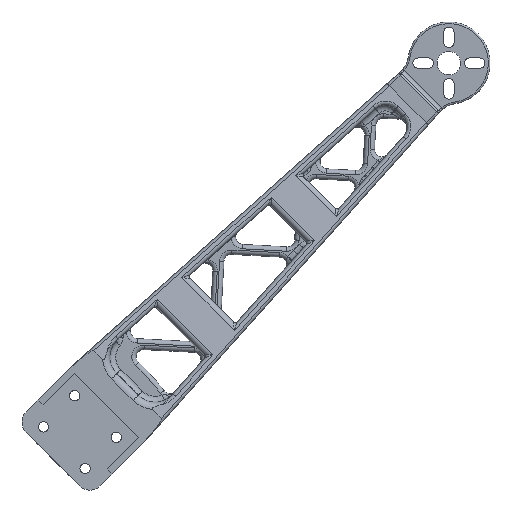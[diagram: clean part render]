
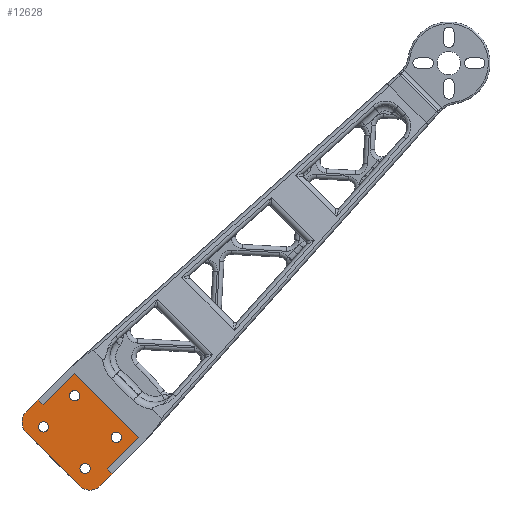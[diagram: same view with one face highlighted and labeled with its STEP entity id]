
A CAD part, front view. The second image highlights one B-rep face of the part: STEP entity #12628.
In plain terms, the highlighted planar face has unit normal (0, -1, 0).
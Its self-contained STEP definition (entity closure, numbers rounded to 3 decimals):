
#19=FACE_BOUND('',#3265,.T.);
#20=FACE_BOUND('',#3266,.T.);
#21=FACE_BOUND('',#3267,.T.);
#22=FACE_BOUND('',#3268,.T.);
#656=CIRCLE('',#12869,1.75);
#658=CIRCLE('',#12872,1.75);
#660=CIRCLE('',#12875,1.75);
#662=CIRCLE('',#12878,1.75);
#1200=CIRCLE('',#14033,5.);
#1201=CIRCLE('',#14034,5.);
#2479=FACE_OUTER_BOUND('',#3264,.T.);
#3264=EDGE_LOOP('',(#10648,#10649,#10650,#10651,#10652,#10653,#10654,#10655,
#10656,#10657));
#3265=EDGE_LOOP('',(#10658));
#3266=EDGE_LOOP('',(#10659));
#3267=EDGE_LOOP('',(#10660));
#3268=EDGE_LOOP('',(#10661));
#3526=LINE('',#18080,#4253);
#3530=LINE('',#18088,#4257);
#3718=LINE('',#18926,#4445);
#4080=LINE('',#26726,#4807);
#4081=LINE('',#26730,#4808);
#4082=LINE('',#26732,#4809);
#4083=LINE('',#26734,#4810);
#4084=LINE('',#26737,#4811);
#4253=VECTOR('',#14403,10.);
#4257=VECTOR('',#14409,10.);
#4445=VECTOR('',#15209,10.);
#4807=VECTOR('',#17289,10.);
#4808=VECTOR('',#17294,10.);
#4809=VECTOR('',#17295,10.);
#4810=VECTOR('',#17296,10.);
#4811=VECTOR('',#17299,10.);
#4981=VERTEX_POINT('',#18078);
#4982=VERTEX_POINT('',#18079);
#4985=VERTEX_POINT('',#18087);
#4987=VERTEX_POINT('',#18096);
#4989=VERTEX_POINT('',#18102);
#4991=VERTEX_POINT('',#18108);
#4993=VERTEX_POINT('',#18114);
#5243=VERTEX_POINT('',#18923);
#5244=VERTEX_POINT('',#18925);
#5847=VERTEX_POINT('',#26724);
#5848=VERTEX_POINT('',#26728);
#5849=VERTEX_POINT('',#26731);
#5850=VERTEX_POINT('',#26733);
#5851=VERTEX_POINT('',#26735);
#6113=EDGE_CURVE('',#4981,#4982,#3526,.T.);
#6117=EDGE_CURVE('',#4985,#4981,#3530,.T.);
#6122=EDGE_CURVE('',#4987,#4987,#656,.T.);
#6125=EDGE_CURVE('',#4989,#4989,#658,.T.);
#6128=EDGE_CURVE('',#4991,#4991,#660,.T.);
#6131=EDGE_CURVE('',#4993,#4993,#662,.T.);
#6493=EDGE_CURVE('',#5243,#5244,#3718,.T.);
#7587=EDGE_CURVE('',#4982,#5847,#4080,.T.);
#7588=EDGE_CURVE('',#5244,#5848,#1200,.T.);
#7589=EDGE_CURVE('',#5847,#5243,#4081,.T.);
#7590=EDGE_CURVE('',#5849,#4985,#4082,.T.);
#7591=EDGE_CURVE('',#5849,#5850,#4083,.T.);
#7592=EDGE_CURVE('',#5850,#5851,#1201,.T.);
#7593=EDGE_CURVE('',#5848,#5851,#4084,.T.);
#10648=ORIENTED_EDGE('',*,*,#7588,.F.);
#10649=ORIENTED_EDGE('',*,*,#6493,.F.);
#10650=ORIENTED_EDGE('',*,*,#7589,.F.);
#10651=ORIENTED_EDGE('',*,*,#7587,.F.);
#10652=ORIENTED_EDGE('',*,*,#6113,.F.);
#10653=ORIENTED_EDGE('',*,*,#6117,.F.);
#10654=ORIENTED_EDGE('',*,*,#7590,.F.);
#10655=ORIENTED_EDGE('',*,*,#7591,.T.);
#10656=ORIENTED_EDGE('',*,*,#7592,.T.);
#10657=ORIENTED_EDGE('',*,*,#7593,.F.);
#10658=ORIENTED_EDGE('',*,*,#6131,.T.);
#10659=ORIENTED_EDGE('',*,*,#6128,.T.);
#10660=ORIENTED_EDGE('',*,*,#6125,.T.);
#10661=ORIENTED_EDGE('',*,*,#6122,.T.);
#12001=PLANE('',#14032);
#12628=ADVANCED_FACE('',(#2479,#19,#20,#21,#22),#12001,.T.);
#12869=AXIS2_PLACEMENT_3D('',#18097,#14418,#14419);
#12872=AXIS2_PLACEMENT_3D('',#18103,#14425,#14426);
#12875=AXIS2_PLACEMENT_3D('',#18109,#14432,#14433);
#12878=AXIS2_PLACEMENT_3D('',#18115,#14439,#14440);
#14032=AXIS2_PLACEMENT_3D('',#26727,#17290,#17291);
#14033=AXIS2_PLACEMENT_3D('',#26729,#17292,#17293);
#14034=AXIS2_PLACEMENT_3D('',#26736,#17297,#17298);
#14403=DIRECTION('',(0.707,0.,-0.707));
#14409=DIRECTION('',(0.707,0.,0.707));
#14418=DIRECTION('center_axis',(0.,1.,0.));
#14419=DIRECTION('ref_axis',(0.,0.,
1.));
#14425=DIRECTION('center_axis',(0.,1.,0.));
#14426=DIRECTION('ref_axis',(0.,0.,
1.));
#14432=DIRECTION('center_axis',(0.,1.,0.));
#14433=DIRECTION('ref_axis',(0.,0.,
1.));
#14439=DIRECTION('center_axis',(0.,1.,0.));
#14440=DIRECTION('ref_axis',(0.,0.,
1.));
#15209=DIRECTION('',(-0.707,0.,-0.707));
#17289=DIRECTION('',(-0.707,0.,-0.707));
#17290=DIRECTION('center_axis',(0.,-1.,0.));
#17291=DIRECTION('ref_axis',(0.,0.,
1.));
#17292=DIRECTION('center_axis',(0.,1.,0.));
#17293=DIRECTION('ref_axis',(0.,0.,
-1.));
#17294=DIRECTION('',(0.707,0.,-0.707));
#17295=DIRECTION('',(0.707,0.,-0.707));
#17296=DIRECTION('',(-0.707,0.,-0.707));
#17297=DIRECTION('center_axis',(0.,-1.,0.));
#17298=DIRECTION('ref_axis',(-0.707,0.,-0.707));
#17299=DIRECTION('',(-0.707,0.,0.707));
#18078=CARTESIAN_POINT('',(31.291,0.,69.274));
#18079=CARTESIAN_POINT('',(53.07,0.,47.495));
#18080=CARTESIAN_POINT('',(47.626,0.,52.94));
#18087=CARTESIAN_POINT('',(20.519,0.,58.502));
#18088=CARTESIAN_POINT('',(26.731,0.,64.713));
#18096=CARTESIAN_POINT('',(31.291,0.,59.887));
#18097=CARTESIAN_POINT('Origin',(31.291,0.,
61.637));
#18102=CARTESIAN_POINT('',(45.434,0.,45.745));
#18103=CARTESIAN_POINT('Origin',(45.434,0.,
47.495));
#18108=CARTESIAN_POINT('',(34.827,0.,35.139));
#18109=CARTESIAN_POINT('Origin',(34.827,0.,
36.889));
#18114=CARTESIAN_POINT('',(20.685,0.,49.281));
#18115=CARTESIAN_POINT('Origin',(20.685,0.,
51.031));
#18923=CARTESIAN_POINT('',(43.995,0.,35.026));
#18925=CARTESIAN_POINT('',(39.989,0.,31.02));
#18926=CARTESIAN_POINT('',(47.819,0.,38.85));
#26724=CARTESIAN_POINT('',(42.298,0.,36.723));
#26726=CARTESIAN_POINT('',(34.827,0.,29.252));
#26727=CARTESIAN_POINT('Origin',(33.059,0.,
49.263));
#26728=CARTESIAN_POINT('',(32.918,0.,31.02));
#26729=CARTESIAN_POINT('Origin',(36.453,0.,
34.555));
#26730=CARTESIAN_POINT('',(18.822,0.,60.199));
#26731=CARTESIAN_POINT('',(18.822,0.,60.199));
#26732=CARTESIAN_POINT('',(20.795,0.,58.226));
#26733=CARTESIAN_POINT('',(14.816,0.,56.193));
#26734=CARTESIAN_POINT('',(18.829,0.,60.205));
#26735=CARTESIAN_POINT('',(14.816,0.,49.122));
#26736=CARTESIAN_POINT('Origin',(18.351,0.,
52.657));
#26737=CARTESIAN_POINT('',(34.756,0.,29.181));
